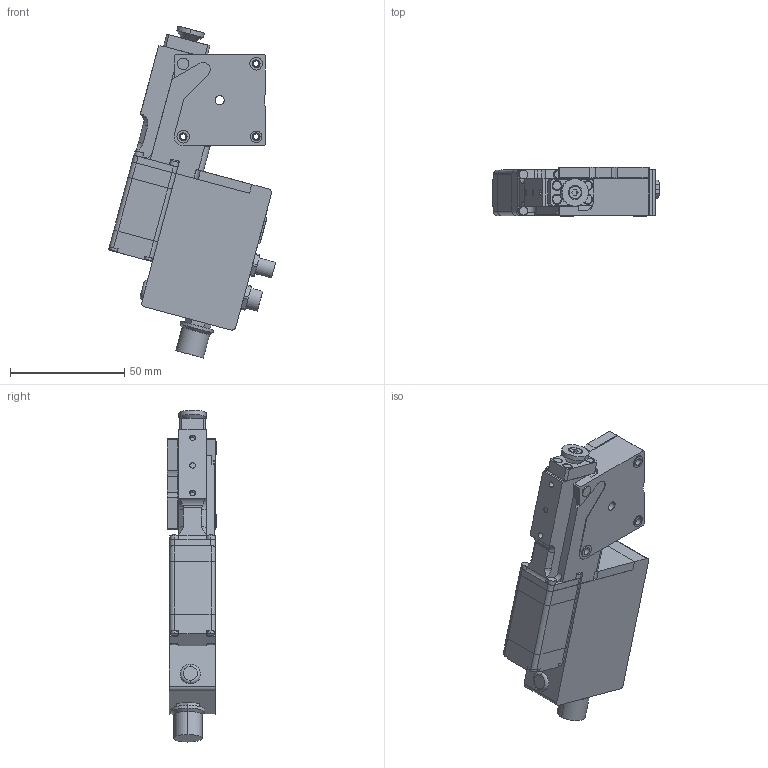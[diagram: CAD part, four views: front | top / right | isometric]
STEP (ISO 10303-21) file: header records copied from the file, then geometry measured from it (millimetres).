
FILE_DESCRIPTION (( 'STEP AP203' ), '1' );
FILE_NAME ('X-RSM40B.step', '2023-05-17T23:20:30', ( '' ), ( '' ), 'SwSTEP 2.0', 'SolidWorks 2019', '' );
FILE_SCHEMA (( 'CONFIG_CONTROL_DESIGN' ));
Length unit declared in the file: millimetre
Products named in the file (5): RSM40_top^RSM40_RSM40; X-RSM40B; RSM40_base^RSM40_X-RSM40; NMS08_motor^RSM40_X-RSM40; RSM40_knob^RSM40
Assembly tree (4 placements, depth 2):
  X-RSM40B
    RSM40_base^RSM40_X-RSM40
    RSM40_knob^RSM40
    NMS08_motor^RSM40_X-RSM40
    RSM40_top^RSM40_RSM40
Bounding box: 73.22 x 21.5 x 145.57 mm (x, y, z)
Volume: 118391.2 mm3; surface area: 37714.1 mm2
Topology: 27 solids, 27 shells, 561 faces, 1331 edges, 878 vertices
Faces by surface type: plane 301, cylinder 246, cone 12, torus 2
Entity records: 16946 total; most frequent: DIRECTION 2946, CARTESIAN_POINT 2942, ORIENTED_EDGE 2662, EDGE_CURVE 1331, AXIS2_PLACEMENT_3D 1074, VERTEX_POINT 878, LINE 798, VECTOR 798
